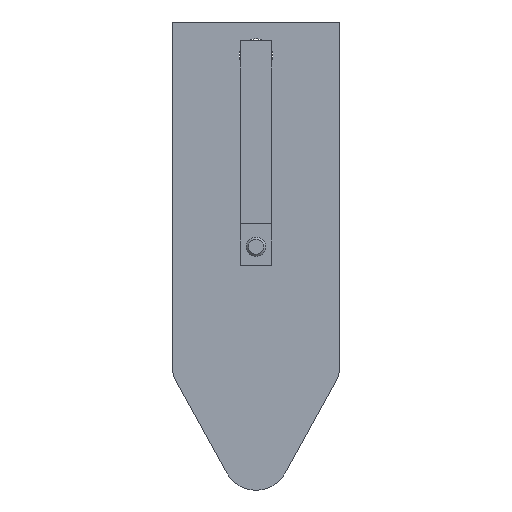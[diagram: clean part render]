
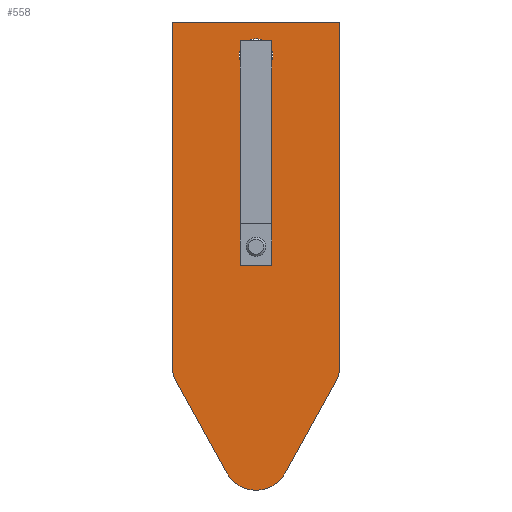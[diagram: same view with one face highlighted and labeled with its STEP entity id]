
A CAD part, front view. The second image highlights one B-rep face of the part: STEP entity #558.
In plain terms, the highlighted planar face has unit normal (0, -1, 0).
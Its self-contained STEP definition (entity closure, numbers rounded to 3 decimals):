
#19=FACE_BOUND('',#112,.T.);
#34=CIRCLE('',#603,4.);
#39=CIRCLE('',#615,2.);
#40=CIRCLE('',#618,4.);
#41=CIRCLE('',#621,4.);
#74=FACE_OUTER_BOUND('',#111,.T.);
#111=EDGE_LOOP('',(#449,#450,#451,#452,#453,#454,#455,#456));
#112=EDGE_LOOP('',(#457));
#146=LINE('',#863,#202);
#150=LINE('',#872,#206);
#152=LINE('',#876,#208);
#157=LINE('',#899,#213);
#160=LINE('',#906,#216);
#202=VECTOR('',#693,10.);
#206=VECTOR('',#703,10.);
#208=VECTOR('',#707,10.);
#213=VECTOR('',#734,10.);
#216=VECTOR('',#743,10.);
#255=VERTEX_POINT('',#860);
#256=VERTEX_POINT('',#862);
#257=VERTEX_POINT('',#866);
#258=VERTEX_POINT('',#870);
#259=VERTEX_POINT('',#874);
#264=VERTEX_POINT('',#892);
#265=VERTEX_POINT('',#896);
#266=VERTEX_POINT('',#898);
#267=VERTEX_POINT('',#904);
#311=EDGE_CURVE('',#256,#255,#146,.T.);
#314=EDGE_CURVE('',#257,#255,#34,.T.);
#316=EDGE_CURVE('',#258,#257,#150,.T.);
#318=EDGE_CURVE('',#259,#258,#152,.T.);
#326=EDGE_CURVE('',#264,#264,#39,.T.);
#328=EDGE_CURVE('',#266,#265,#157,.T.);
#330=EDGE_CURVE('',#256,#265,#40,.T.);
#332=EDGE_CURVE('',#267,#259,#160,.T.);
#333=EDGE_CURVE('',#266,#267,#41,.T.);
#449=ORIENTED_EDGE('',*,*,#333,.F.);
#450=ORIENTED_EDGE('',*,*,#328,.T.);
#451=ORIENTED_EDGE('',*,*,#330,.F.);
#452=ORIENTED_EDGE('',*,*,#311,.T.);
#453=ORIENTED_EDGE('',*,*,#314,.F.);
#454=ORIENTED_EDGE('',*,*,#316,.F.);
#455=ORIENTED_EDGE('',*,*,#318,.F.);
#456=ORIENTED_EDGE('',*,*,#332,.F.);
#457=ORIENTED_EDGE('',*,*,#326,.F.);
#526=PLANE('',#622);
#558=ADVANCED_FACE('',(#74,#19),#526,.F.);
#603=AXIS2_PLACEMENT_3D('',#868,#698,#699);
#615=AXIS2_PLACEMENT_3D('',#894,#729,#730);
#618=AXIS2_PLACEMENT_3D('',#902,#738,#739);
#621=AXIS2_PLACEMENT_3D('',#908,#746,#747);
#622=AXIS2_PLACEMENT_3D('',#909,#748,#749);
#693=DIRECTION('',(0.484,0.,0.875));
#698=DIRECTION('center_axis',(0.,1.,0.));
#699=DIRECTION('ref_axis',(1.,0.,0.));
#703=DIRECTION('',(0.,0.,-1.));
#707=DIRECTION('',(1.,0.,0.));
#729=DIRECTION('center_axis',(0.,-1.,0.));
#730=DIRECTION('ref_axis',(1.,0.,0.));
#734=DIRECTION('',(0.484,0.,-0.875));
#738=DIRECTION('center_axis',(0.,1.,0.));
#739=DIRECTION('ref_axis',(0.875,0.,-0.484));
#743=DIRECTION('',(0.,0.,1.));
#746=DIRECTION('center_axis',(0.,1.,0.));
#747=DIRECTION('ref_axis',(-0.875,0.,-0.484));
#748=DIRECTION('center_axis',(0.,1.,0.));
#749=DIRECTION('ref_axis',(1.,0.,0.));
#860=CARTESIAN_POINT('',(4.96,0.,-15.623));
#862=CARTESIAN_POINT('',(-1.04,0.,-26.48));
#863=CARTESIAN_POINT('',(-1.04,0.,-26.48));
#866=CARTESIAN_POINT('',(5.459,0.,-13.688));
#868=CARTESIAN_POINT('Origin',(1.459,0.,-13.688));
#870=CARTESIAN_POINT('',(5.459,0.,27.185));
#872=CARTESIAN_POINT('',(5.459,0.,27.185));
#874=CARTESIAN_POINT('',(-14.541,0.,27.185));
#876=CARTESIAN_POINT('',(-14.541,0.,27.185));
#892=CARTESIAN_POINT('',(-6.541,0.,23.185));
#894=CARTESIAN_POINT('Origin',(-4.541,0.,23.185));
#896=CARTESIAN_POINT('',(-8.042,0.,-26.48));
#898=CARTESIAN_POINT('',(-14.042,0.,-15.623));
#899=CARTESIAN_POINT('',(-14.042,0.,-15.623));
#902=CARTESIAN_POINT('Origin',(-4.541,0.,-24.545));
#904=CARTESIAN_POINT('',(-14.541,0.,-13.688));
#906=CARTESIAN_POINT('',(-14.541,0.,-13.688));
#908=CARTESIAN_POINT('Origin',(-10.541,0.,-13.688));
#909=CARTESIAN_POINT('Origin',(-4.541,0.,-0.68));
